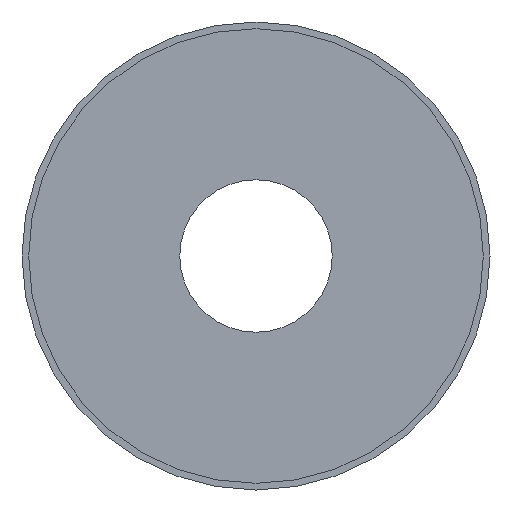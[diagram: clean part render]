
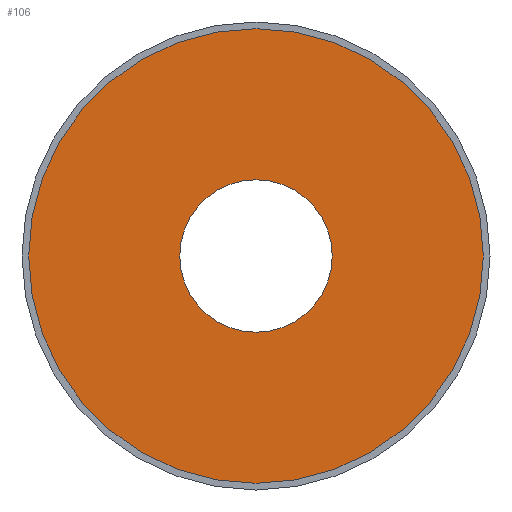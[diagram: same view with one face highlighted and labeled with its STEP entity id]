
A CAD part, front view. The second image highlights one B-rep face of the part: STEP entity #106.
In plain terms, the highlighted planar face has unit normal (0, -1, 0).
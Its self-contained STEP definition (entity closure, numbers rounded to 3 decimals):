
#16=FACE_BOUND('',#36,.T.);
#19=PLANE('',#145);
#27=FACE_OUTER_BOUND('',#35,.T.);
#35=EDGE_LOOP('',(#94));
#36=EDGE_LOOP('',(#95));
#46=CIRCLE('',#133,17.1);
#53=CIRCLE('',#144,51.);
#55=VERTEX_POINT('',#188);
#61=VERTEX_POINT('',#207);
#64=EDGE_CURVE('',#55,#55,#46,.T.);
#73=EDGE_CURVE('',#61,#61,#53,.F.);
#94=ORIENTED_EDGE('',*,*,#73,.F.);
#95=ORIENTED_EDGE('',*,*,#64,.T.);
#106=ADVANCED_FACE('',(#27,#16),#19,.F.);
#133=AXIS2_PLACEMENT_3D('',#190,#154,#155);
#144=AXIS2_PLACEMENT_3D('',#209,#178,#179);
#145=AXIS2_PLACEMENT_3D('',#210,#180,#181);
#154=DIRECTION('center_axis',(0.,1.,0.));
#155=DIRECTION('ref_axis',(1.,0.,0.));
#178=DIRECTION('center_axis',(0.,-1.,0.));
#179=DIRECTION('ref_axis',(-1.,0.,0.));
#180=DIRECTION('center_axis',(0.,1.,0.));
#181=DIRECTION('ref_axis',(0.,0.,1.));
#188=CARTESIAN_POINT('',(-17.1,20.5,0.));
#190=CARTESIAN_POINT('Origin',(0.,20.5,0.));
#207=CARTESIAN_POINT('',(51.,20.5,0.));
#209=CARTESIAN_POINT('Origin',(0.,20.5,0.));
#210=CARTESIAN_POINT('Origin',(0.,20.5,0.));
